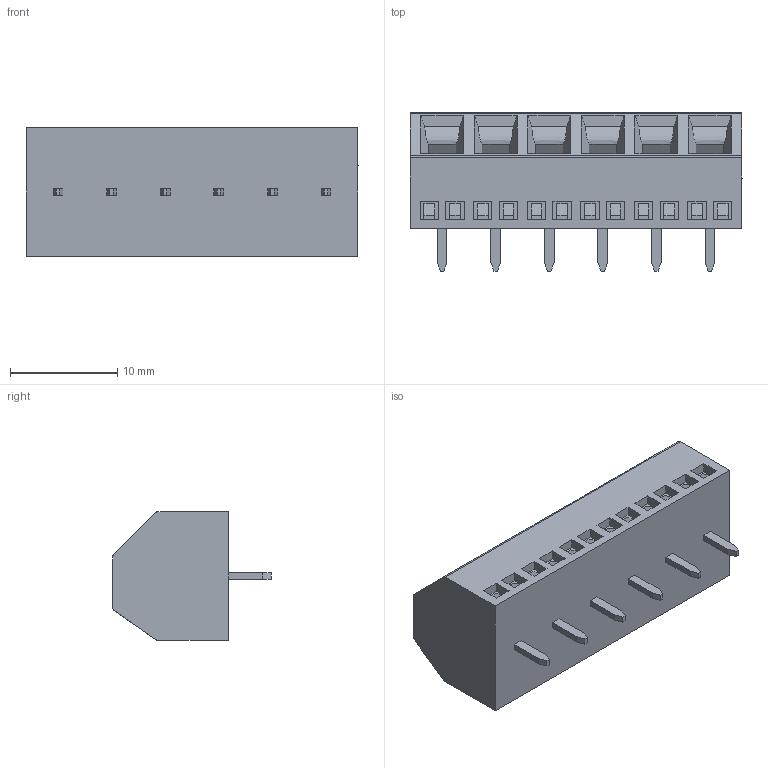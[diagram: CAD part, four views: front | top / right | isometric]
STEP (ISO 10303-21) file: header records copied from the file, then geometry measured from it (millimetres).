
FILE_DESCRIPTION (( 'STEP AP214' ), '1' );
FILE_NAME ('DG127S-5.0-06P-14-00AH.STEP', '2021-01-03T04:20:16', ( '' ), ( '' ), 'SwSTEP 2.0', 'SolidWorks 2020', '' );
FILE_SCHEMA (( 'AUTOMOTIVE_DESIGN' ));
Length unit declared in the file: millimetre
Products named in the file (1): DG127S-5.0-06P-14-00AH
Bounding box: 31 x 14.8 x 12 mm (x, y, z)
Volume: 3154.4 mm3; surface area: 2328.9 mm2
Topology: 1 solids, 1 shells, 678 faces, 1815 edges, 1208 vertices
Faces by surface type: plane 443, bspline 167, cylinder 50, torus 18
Entity records: 33394 total; most frequent: CARTESIAN_POINT 13233, ORIENTED_EDGE 3630, DIRECTION 2593, EDGE_CURVE 1815, LINE 1273, VECTOR 1273, VERTEX_POINT 1208, EDGE_LOOP 747
